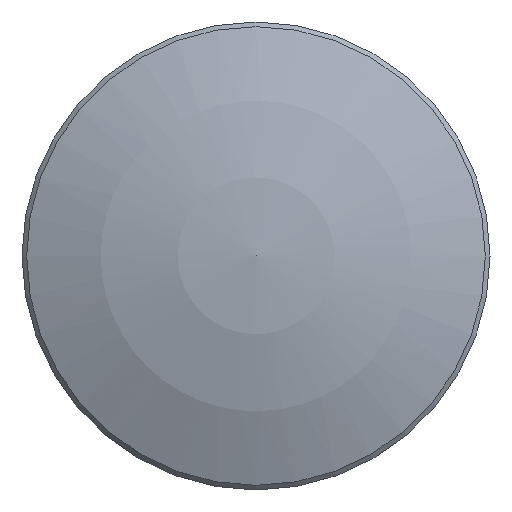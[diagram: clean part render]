
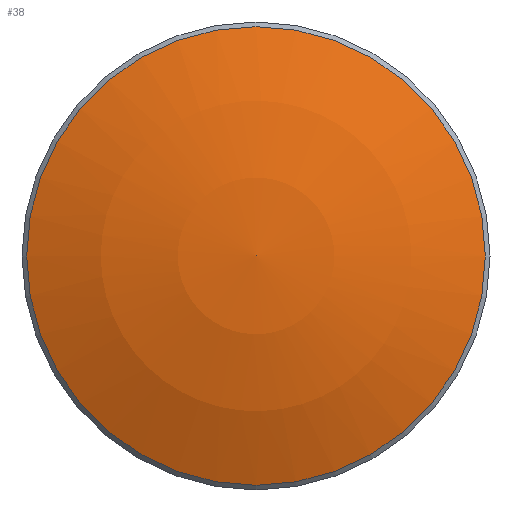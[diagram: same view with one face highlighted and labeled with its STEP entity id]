
A CAD part, top view. The second image highlights one B-rep face of the part: STEP entity #38.
In plain terms, the highlighted spherical face has radius 37.515 mm.
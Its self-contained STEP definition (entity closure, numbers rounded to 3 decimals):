
#38 = ADVANCED_FACE( '', ( #78 ), #79, .T. );
#78 = FACE_OUTER_BOUND( '', #123, .T. );
#79 = SPHERICAL_SURFACE( '', #124, 37.515 );
#123 = EDGE_LOOP( '', ( #166 ) );
#124 = AXIS2_PLACEMENT_3D( '', #167, #168, #169 );
#166 = ORIENTED_EDGE( '', *, *, #218, .T. );
#167 = CARTESIAN_POINT( '', ( 0., 0., -28.815 ) );
#168 = DIRECTION( '', ( 0., 0., 1. ) );
#169 = DIRECTION( '', ( 1., 0., 0. ) );
#218 = EDGE_CURVE( '', #240, #240, #241, .T. );
#240 = VERTEX_POINT( '', #268 );
#241 = CIRCLE( '', #269, 14.7 );
#268 = CARTESIAN_POINT( '', ( 14.7, 0., 5.7 ) );
#269 = AXIS2_PLACEMENT_3D( '', #296, #297, #298 );
#296 = CARTESIAN_POINT( '', ( 0., 0., 5.7 ) );
#297 = DIRECTION( '', ( 0., 0., 1. ) );
#298 = DIRECTION( '', ( 1., 0., 0. ) );
